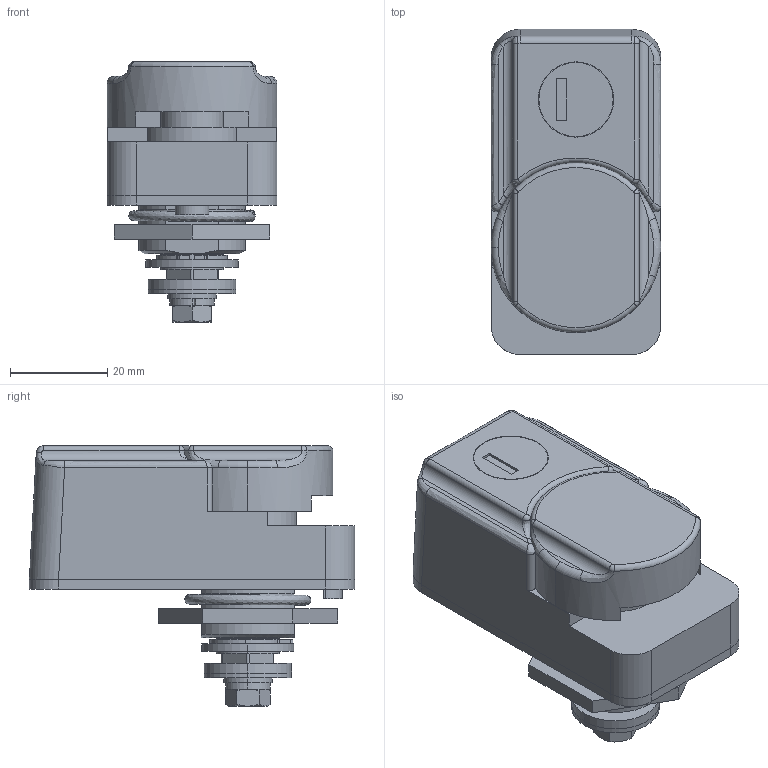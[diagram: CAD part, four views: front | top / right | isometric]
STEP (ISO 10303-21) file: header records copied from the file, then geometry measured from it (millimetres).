
FILE_DESCRIPTION (( 'STEP AP203' ), '1' );
FILE_NAME ('A-1372-F-3-TAK60.STEP', '2019-11-06T01:27:50', ( '' ), ( '' ), 'SwSTEP 2.0', 'SolidWorks 2014', '' );
FILE_SCHEMA (( 'CONFIG_CONTROL_DESIGN' ));
Length unit declared in the file: millimetre
Products named in the file (12): A-1372-F-3-TAK60_C型止め輪_; A-1372-F-3-TAK60; A-1372-F-3-TAK60_リングワッシャ_; A-1372-F-3-TAK60_ボデー_; A-1372-F-3-TAK60_カバー_; A-1372-F-3-TAK60_丸穴ワッシャ_; A-1372-F-3-TAK60_パッキン_; A-1372-F-3-TAK60_角穴ワッシャ(厚)_; ダミーローター__#TAK60-4-2_; A-1372-F-3-TAK60_六角ボルト_内径基準ver1.03__M5x10十字穴付六角ボルト(SUS)ダブルセムス(P3); A-1372-F-3-TAK60_六角ナット_; A-1372-F-3-TAK60_角穴ワッシャ(薄)_
Assembly tree (11 placements, depth 2):
  A-1372-F-3-TAK60
    A-1372-F-3-TAK60_ボデー_
    A-1372-F-3-TAK60_カバー_
    ダミーローター__#TAK60-4-2_
    A-1372-F-3-TAK60_C型止め輪_
    A-1372-F-3-TAK60_パッキン_
    A-1372-F-3-TAK60_六角ナット_
    A-1372-F-3-TAK60_リングワッシャ_
    A-1372-F-3-TAK60_角穴ワッシャ(厚)_
    A-1372-F-3-TAK60_角穴ワッシャ(薄)_
    A-1372-F-3-TAK60_丸穴ワッシャ_
    A-1372-F-3-TAK60_六角ボルト_内径基準ver1.03__M5x10十字穴付六角ボルト(SUS)ダブルセムス(P3)
Bounding box: 35 x 67 x 53.6 mm (x, y, z)
Volume: 59763.1 mm3; surface area: 27966.7 mm2
Topology: 11 solids, 11 shells, 324 faces, 787 edges, 498 vertices
Faces by surface type: plane 137, cylinder 120, cone 33, bspline 22, torus 10, sphere 2
Entity records: 12287 total; most frequent: CARTESIAN_POINT 3473, DIRECTION 1597, ORIENTED_EDGE 1558, EDGE_CURVE 779, AXIS2_PLACEMENT_3D 600, VERTEX_POINT 497, VECTOR 397, LINE 397
